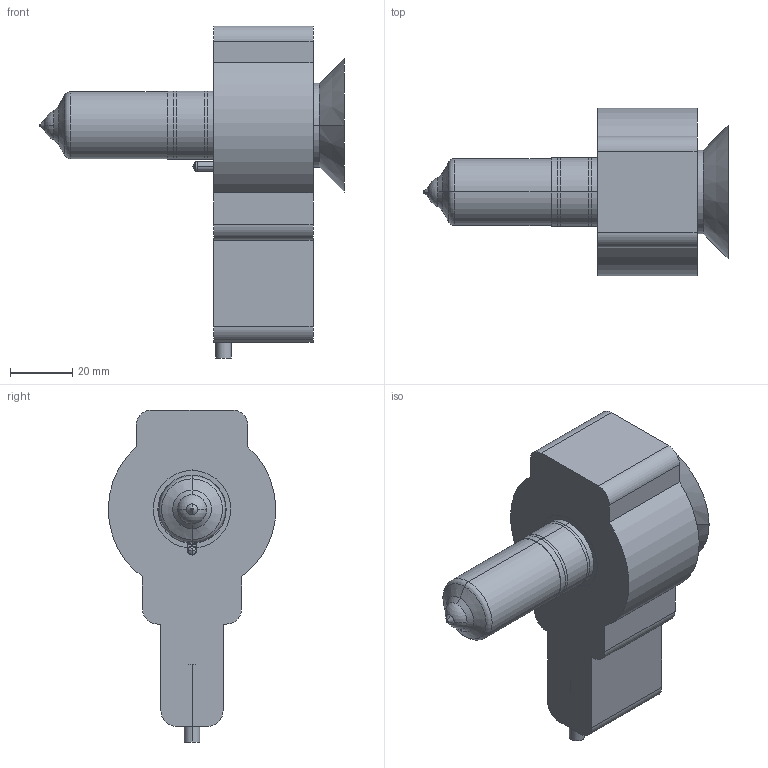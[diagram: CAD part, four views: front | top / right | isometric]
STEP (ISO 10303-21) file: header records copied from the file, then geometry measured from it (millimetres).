
FILE_DESCRIPTION (( 'STEP AP214' ), '1' );
FILE_NAME ('Dysza centralna - 22x56 EA-WP22.STEP', '2017-05-29T13:11:07', ( '' ), ( '' ), 'SwSTEP 2.0', 'SolidWorks 2016', '' );
FILE_SCHEMA (( 'AUTOMOTIVE_DESIGN' ));
Length unit declared in the file: millimetre
Products named in the file (9): komora nak³adki 22; 22x056 - dysza - 22056-00_Standard; Dysza centralna - 22x56 EA-WP22; 22x056 - korpus - 22056-02; 22x056 - komora _Standard; nak³adka 22 - 22000-11; nak³adka - EA-WP-22; grza³ka opaskowa 30x22 - nak³adka 22 - 22000-09; nakladka do dyszy centralnej 22 - 22000-11
Assembly tree (8 placements, depth 4):
  Dysza centralna - 22x56 EA-WP22
    22x056 - dysza - 22056-00_Standard
      22x056 - komora _Standard
      22x056 - korpus - 22056-02
    nak³adka - EA-WP-22
      nak³adka 22 - 22000-11
        nakladka do dyszy centralnej 22 - 22000-11
      grza³ka opaskowa 30x22 - nak³adka 22 - 22000-09
      komora nak³adki 22
Bounding box: 98 x 53.99 x 107 mm (x, y, z)
Volume: 189555.4 mm3; surface area: 48609.4 mm2
Topology: 8 solids, 11 shells, 409 faces, 967 edges, 575 vertices
Faces by surface type: cylinder 150, torus 79, cone 79, plane 72, sphere 16, bspline 13
Entity records: 17424 total; most frequent: CARTESIAN_POINT 7614, DIRECTION 2153, ORIENTED_EDGE 1922, EDGE_CURVE 961, AXIS2_PLACEMENT_3D 914, VERTEX_POINT 575, CIRCLE 504, EDGE_LOOP 430
